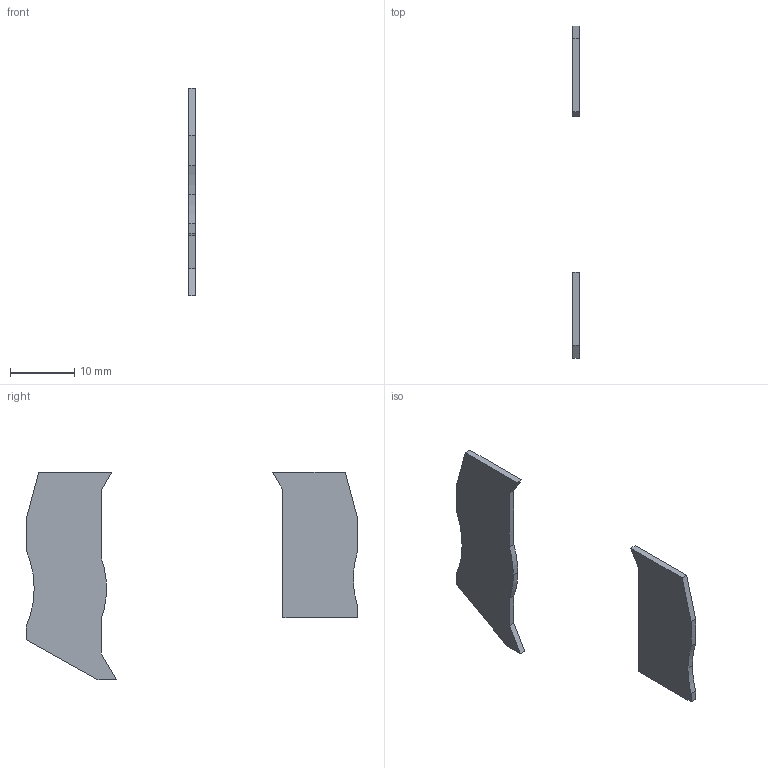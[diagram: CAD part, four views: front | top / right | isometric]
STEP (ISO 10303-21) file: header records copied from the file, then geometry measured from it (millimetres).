
FILE_DESCRIPTION(('STEP AP214'),'1');
FILE_NAME('cctmp_8E73AF39-B252-4ADB-BD6D-FB4737A6E5FC_2023_07_24_21_49_44_0274..stp','2023-07-24T19:49:44',('SIEMENS A&D'),('CADClick - www.CADClick.com'),'Spatial InterOp 3D postprocessed',' ','unknown authorization');
FILE_SCHEMA(('AUTOMOTIVE_DESIGN'));
Length unit declared in the file: millimetre
Products named in the file (3): cc_unnamed; 2023_07_24_21_49_44_0272; 2023_07_24_21_49_44_0241
Assembly tree (2 placements, depth 2):
  cc_unnamed
    2023_07_24_21_49_44_0272
    2023_07_24_21_49_44_0241
Bounding box: 1 x 51.58 x 32.25 mm (x, y, z)
Volume: 591.6 mm3; surface area: 1339.4 mm2
Topology: 2 solids, 2 shells, 27 faces, 69 edges, 46 vertices
Faces by surface type: plane 21, cylinder 6
Entity records: 972 total; most frequent: CARTESIAN_POINT 145, DIRECTION 141, ORIENTED_EDGE 138, EDGE_CURVE 69, LINE 57, VECTOR 57, VERTEX_POINT 46, AXIS2_PLACEMENT_3D 42
